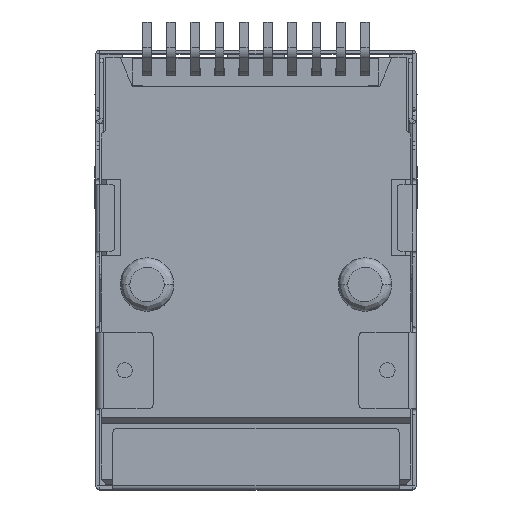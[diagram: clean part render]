
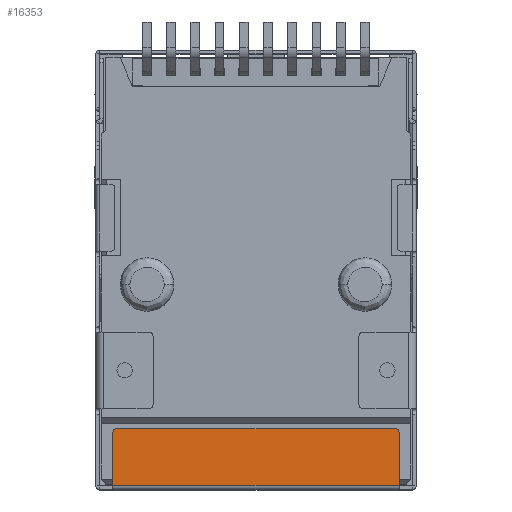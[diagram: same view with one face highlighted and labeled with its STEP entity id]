
A CAD part, top view. The second image highlights one B-rep face of the part: STEP entity #16353.
In plain terms, the highlighted planar face has unit normal (0, 0, 1).
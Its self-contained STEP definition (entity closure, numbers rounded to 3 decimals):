
#4732 = AXIS2_PLACEMENT_3D ( 'NONE', #14028, #14029, #14030 ) ;
#4734 = AXIS2_PLACEMENT_3D ( 'NONE', #14045, #14046, #14047 ) ;
#8514 = VERTEX_POINT ( 'NONE', #40081 ) ;
#8559 = VERTEX_POINT ( 'NONE', #40117 ) ;
#8585 = VERTEX_POINT ( 'NONE', #40137 ) ;
#8629 = VERTEX_POINT ( 'NONE', #40145 ) ;
#8645 = VERTEX_POINT ( 'NONE', #40151 ) ;
#8683 = VERTEX_POINT ( 'NONE', #40173 ) ;
#9386 = LINE ( 'NONE', #10914, #9392 ) ;
#9392 = VECTOR ( 'NONE', #10915, 1000. ) ;
#10914 = CARTESIAN_POINT ( 'NONE',  ( -0.25, -0.05, -3.65 ) ) ;
#10915 = DIRECTION ( 'NONE',  ( 1., 0., 0. ) ) ;
#11217 = EDGE_LOOP ( 'NONE', ( #22892, #22891, #22888, #22887, #23010, #23009 ) ) ;
#12923 = CIRCLE ( 'NONE', #4732, 0.2 ) ;
#12935 = LINE ( 'NONE', #14041, #12938 ) ;
#12937 = CIRCLE ( 'NONE', #4734, 0.2 ) ;
#12938 = VECTOR ( 'NONE', #14042, 1000. ) ;
#12945 = LINE ( 'NONE', #14056, #12948 ) ;
#12948 = VECTOR ( 'NONE', #14057, 1000. ) ;
#12949 = LINE ( 'NONE', #14060, #12952 ) ;
#12952 = VECTOR ( 'NONE', #14061, 1000. ) ;
#14028 = CARTESIAN_POINT ( 'NONE',  ( -7.55, 2.75, -3.65 ) ) ;
#14029 = DIRECTION ( 'NONE',  ( 0., 0., -1. ) ) ;
#14030 = DIRECTION ( 'NONE',  ( -1., 0., 0. ) ) ;
#14041 = CARTESIAN_POINT ( 'NONE',  ( -0.25, 2.95, -3.65 ) ) ;
#14042 = DIRECTION ( 'NONE',  ( 1., 0., 0. ) ) ;
#14045 = CARTESIAN_POINT ( 'NONE',  ( 7.05, 2.75, -3.65 ) ) ;
#14046 = DIRECTION ( 'NONE',  ( 0., 0., -1. ) ) ;
#14047 = DIRECTION ( 'NONE',  ( -1., 0., 0. ) ) ;
#14056 = CARTESIAN_POINT ( 'NONE',  ( 7.25, 1.45, -3.65 ) ) ;
#14057 = DIRECTION ( 'NONE',  ( 0., -1., 0. ) ) ;
#14060 = CARTESIAN_POINT ( 'NONE',  ( -7.75, 1.45, -3.65 ) ) ;
#14061 = DIRECTION ( 'NONE',  ( 0., 1., 0. ) ) ;
#16353 = ADVANCED_FACE ( 'NONE', ( #34492 ), #36162, .F. ) ;
#22887 = ORIENTED_EDGE ( 'NONE', *, *, #37146, .F. ) ;
#22888 = ORIENTED_EDGE ( 'NONE', *, *, #37147, .F. ) ;
#22891 = ORIENTED_EDGE ( 'NONE', *, *, #37152, .F. ) ;
#22892 = ORIENTED_EDGE ( 'NONE', *, *, #26423, .T. ) ;
#23009 = ORIENTED_EDGE ( 'NONE', *, *, #37154, .F. ) ;
#23010 = ORIENTED_EDGE ( 'NONE', *, *, #37140, .F. ) ;
#26423 = EDGE_CURVE ( 'NONE', #8559, #8683, #9386, .T. ) ;
#34492 = FACE_OUTER_BOUND ( 'NONE', #11217, .T. ) ;
#34862 = AXIS2_PLACEMENT_3D ( 'NONE', #36181, #36182, #36183 ) ;
#36162 = PLANE ( 'NONE',  #34862 ) ;
#36181 = CARTESIAN_POINT ( 'NONE',  ( -8.05, 3.01, -3.65 ) ) ;
#36182 = DIRECTION ( 'NONE',  ( 0., 0., -1. ) ) ;
#36183 = DIRECTION ( 'NONE',  ( 1., 0., 0. ) ) ;
#37140 = EDGE_CURVE ( 'NONE', #8585, #8629, #12923, .T. ) ;
#37146 = EDGE_CURVE ( 'NONE', #8629, #8514, #12935, .T. ) ;
#37147 = EDGE_CURVE ( 'NONE', #8514, #8645, #12937, .T. ) ;
#37152 = EDGE_CURVE ( 'NONE', #8645, #8683, #12945, .T. ) ;
#37154 = EDGE_CURVE ( 'NONE', #8559, #8585, #12949, .T. ) ;
#40081 = CARTESIAN_POINT ( 'NONE',  ( 7.05, 2.95, -3.65 ) ) ;
#40117 = CARTESIAN_POINT ( 'NONE',  ( -7.75, -0.05, -3.65 ) ) ;
#40137 = CARTESIAN_POINT ( 'NONE',  ( -7.75, 2.75, -3.65 ) ) ;
#40145 = CARTESIAN_POINT ( 'NONE',  ( -7.55, 2.95, -3.65 ) ) ;
#40151 = CARTESIAN_POINT ( 'NONE',  ( 7.25, 2.75, -3.65 ) ) ;
#40173 = CARTESIAN_POINT ( 'NONE',  ( 7.25, -0.05, -3.65 ) ) ;
